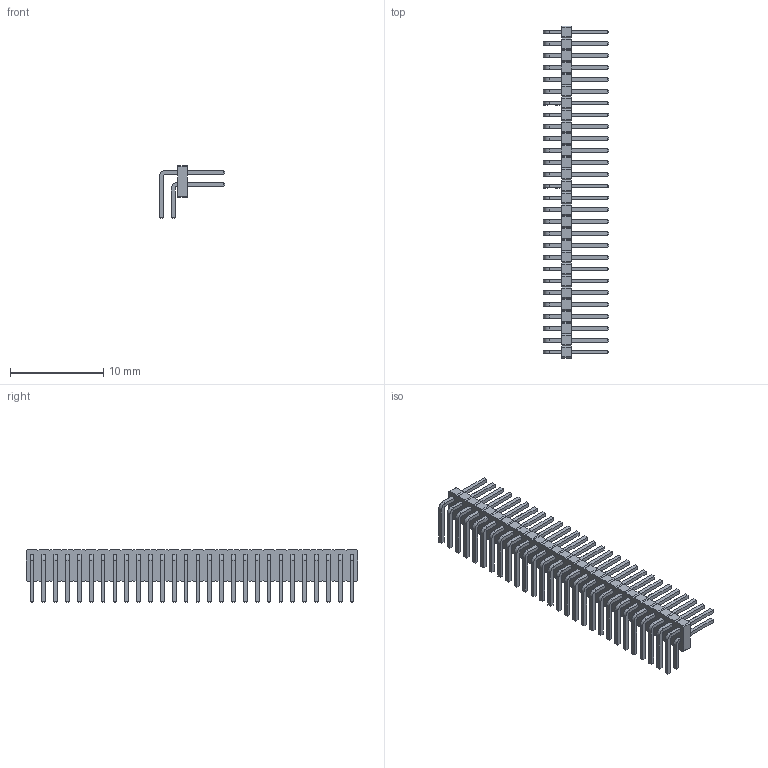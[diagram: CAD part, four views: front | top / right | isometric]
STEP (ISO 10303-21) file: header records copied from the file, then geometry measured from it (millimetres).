
FILE_DESCRIPTION(/* description */ ('model of Pin_Header_Angled_2x28_Pitch1.27mm'),/* implementation_level */ '2;1');
FILE_NAME(/* name */ 'Pin_Header_Angled_2x28_Pitch1.27mm.step',/* time_stamp */ '2017-06-29T10:01:07',/* author */ ('kicad StepUp','ksu'),/* organization */ ('FreeCAD'),/* preprocessor_version */ 'OCC',/* originating_system */ 'kicad StepUp',/* authorisation */ '');
FILE_SCHEMA(('AUTOMOTIVE_DESIGN_CC2 { 1 2 10303 214 -1 1 5 4 }'));
Length unit declared in the file: millimetre
Products named in the file (1): Pin_Header_Angled_2x28_Pitch127mm
Bounding box: 6.97 x 35.56 x 5.63 mm (x, y, z)
Volume: 202 mm3; surface area: 1138.1 mm2
Topology: 1 solids, 1 shells, 1404 faces, 3422 edges, 2132 vertices
Faces by surface type: plane 1292, cylinder 112
Entity records: 49747 total; most frequent: CARTESIAN_POINT 6959, ORIENTED_EDGE 6844, DIRECTION 6456, EDGE_CURVE 3422, LINE 3198, VECTOR 3198, VERTEX_POINT 2132, AXIS2_PLACEMENT_3D 1629
